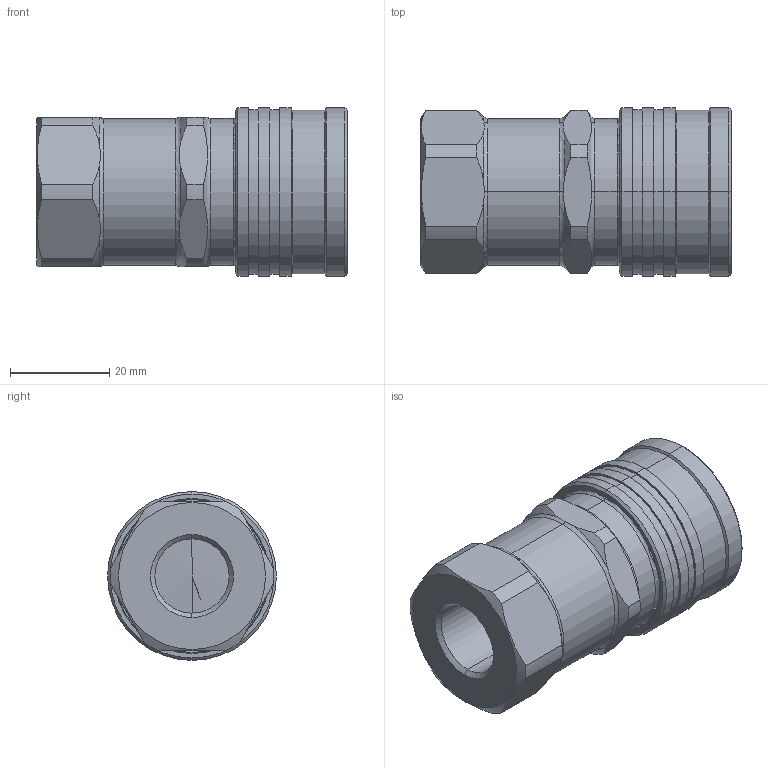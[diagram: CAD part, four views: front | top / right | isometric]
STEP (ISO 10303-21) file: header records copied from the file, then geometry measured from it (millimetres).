
FILE_DESCRIPTION (( 'STEP AP214' ), '1' );
FILE_NAME ('IB3811.STEP', '2013-07-22T09:17:13', ( 'admin' ), ( 'Microsoft' ), 'SwSTEP 2.0', 'SolidWorks 2009', '' );
FILE_SCHEMA (( 'AUTOMOTIVE_DESIGN' ));
Length unit declared in the file: millimetre
Products named in the file (1): IB3811
Bounding box: 62.5 x 34 x 34 mm (x, y, z)
Volume: 39363.4 mm3; surface area: 11682.2 mm2
Topology: 1 solids, 1 shells, 257 faces, 580 edges, 357 vertices
Faces by surface type: cone 92, cylinder 74, torus 38, plane 33, sphere 20
Entity records: 9151 total; most frequent: CARTESIAN_POINT 3439, DIRECTION 1228, ORIENTED_EDGE 1156, EDGE_CURVE 578, AXIS2_PLACEMENT_3D 536, VERTEX_POINT 357, EDGE_LOOP 291, CIRCLE 278
